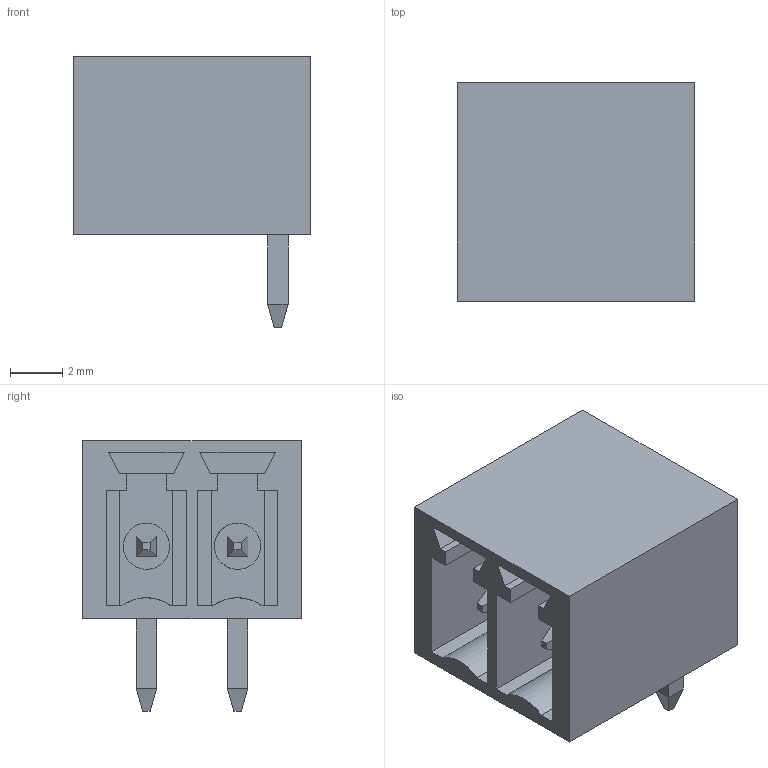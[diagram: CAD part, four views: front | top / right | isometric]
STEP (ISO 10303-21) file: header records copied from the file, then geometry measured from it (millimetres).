
FILE_DESCRIPTION(/* description */ (''),/* implementation_level */ '2;1');
FILE_NAME(/* name */ 'RIGHT-~4',/* time_stamp */ '2023-05-26T00:52:33+03:00',/* author */ (''),/* organization */ (''),/* preprocessor_version */ 'ST-DEVELOPER v16.5',/* originating_system */ '',/* authorisation */ '');
FILE_SCHEMA (('AUTOMOTIVE_DESIGN'));
Length unit declared in the file: millimetre
Products named in the file (1): Document
Bounding box: 9.14 x 8.41 x 10.41 mm (x, y, z)
Volume: 300.4 mm3; surface area: 816.8 mm2
Topology: 5 solids, 5 shells, 94 faces, 230 edges, 154 vertices
Faces by surface type: plane 88, bspline 6
Entity records: 2553 total; most frequent: CARTESIAN_POINT 853, ORIENTED_EDGE 456, EDGE_CURVE 228, B_SPLINE_CURVE_WITH_KNOTS 216, VERTEX_POINT 152, EDGE_LOOP 102, ADVANCED_FACE 94, FACE_OUTER_BOUND 94
